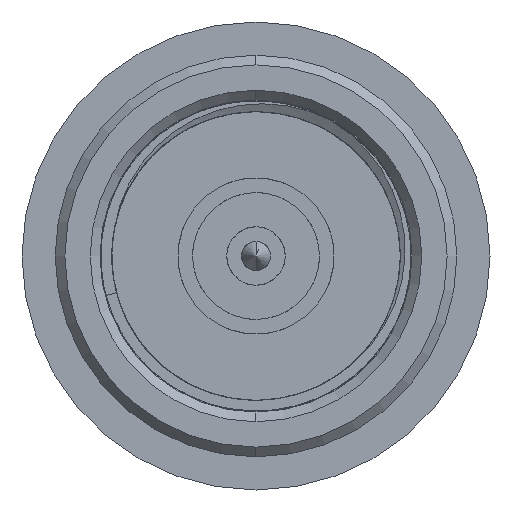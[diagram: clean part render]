
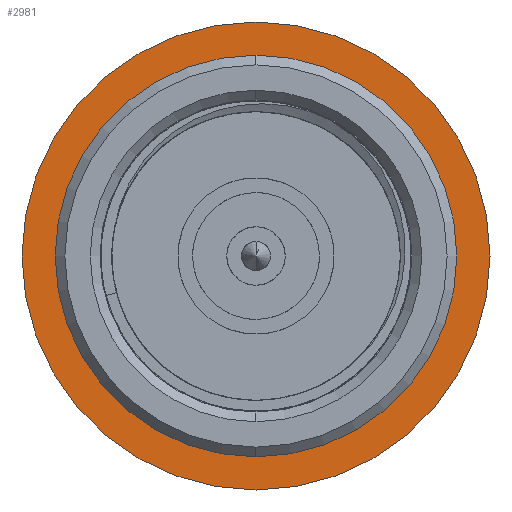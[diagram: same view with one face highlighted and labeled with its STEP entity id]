
A CAD part, front view. The second image highlights one B-rep face of the part: STEP entity #2981.
In plain terms, the highlighted planar face has unit normal (0, -1, 0).
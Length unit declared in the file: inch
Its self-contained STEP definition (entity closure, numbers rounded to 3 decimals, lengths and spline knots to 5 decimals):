
#43 = VERTEX_POINT ( 'NONE', #753 ) ;
#318 = VERTEX_POINT ( 'NONE', #5738 ) ;
#338 = VERTEX_POINT ( 'NONE', #6161 ) ;
#753 = CARTESIAN_POINT ( 'NONE',  ( 0., 0., 0.38386 ) ) ;
#901 = ORIENTED_EDGE ( 'NONE', *, *, #2600, .T. ) ;
#1007 = DIRECTION ( 'NONE',  ( 0., -1., 0. ) ) ;
#1049 = CARTESIAN_POINT ( 'NONE',  ( 0., 0., 0. ) ) ;
#1150 = FACE_BOUND ( 'NONE', #6098, .T. ) ;
#1237 = EDGE_CURVE ( 'NONE', #43, #338, #2284, .T. ) ;
#1316 = CARTESIAN_POINT ( 'NONE',  ( 0., 0., 0. ) ) ;
#1423 = DIRECTION ( 'NONE',  ( 0., 1., 0. ) ) ;
#1567 = CARTESIAN_POINT ( 'NONE',  ( 0., 0., 0. ) ) ;
#1710 = EDGE_LOOP ( 'NONE', ( #5835, #4741 ) ) ;
#1941 = EDGE_CURVE ( 'NONE', #5726, #318, #7494, .T. ) ;
#1943 = AXIS2_PLACEMENT_3D ( 'NONE', #1567, #3402, #5771 ) ;
#2284 = CIRCLE ( 'NONE', #6614, 0.38386 ) ;
#2371 = DIRECTION ( 'NONE',  ( 0., 0., -1. ) ) ;
#2600 = EDGE_CURVE ( 'NONE', #338, #43, #4558, .T. ) ;
#2759 = CIRCLE ( 'NONE', #4860, 0.47244 ) ;
#2980 = ORIENTED_EDGE ( 'NONE', *, *, #1237, .T. ) ;
#2981 = ADVANCED_FACE ( 'NONE', ( #1150, #6931 ), #6364, .T. ) ;
#3402 = DIRECTION ( 'NONE',  ( 0., -1., 0. ) ) ;
#3511 = DIRECTION ( 'NONE',  ( 0., -1., 0. ) ) ;
#3584 = AXIS2_PLACEMENT_3D ( 'NONE', #4019, #3511, #2371 ) ;
#3721 = DIRECTION ( 'NONE',  ( 0., 0., -1. ) ) ;
#3991 = DIRECTION ( 'NONE',  ( 0., 0., -1. ) ) ;
#4019 = CARTESIAN_POINT ( 'NONE',  ( 0., 0., 0. ) ) ;
#4558 = CIRCLE ( 'NONE', #6174, 0.38386 ) ;
#4741 = ORIENTED_EDGE ( 'NONE', *, *, #1941, .T. ) ;
#4860 = AXIS2_PLACEMENT_3D ( 'NONE', #1049, #1007, #7362 ) ;
#5272 = DIRECTION ( 'NONE',  ( 0., 1., 0. ) ) ;
#5726 = VERTEX_POINT ( 'NONE', #6629 ) ;
#5738 = CARTESIAN_POINT ( 'NONE',  ( 0., 0., -0.47244 ) ) ;
#5767 = CARTESIAN_POINT ( 'NONE',  ( 0., 0., 0. ) ) ;
#5771 = DIRECTION ( 'NONE',  ( 0., 0., -1. ) ) ;
#5835 = ORIENTED_EDGE ( 'NONE', *, *, #6847, .T. ) ;
#6098 = EDGE_LOOP ( 'NONE', ( #901, #2980 ) ) ;
#6161 = CARTESIAN_POINT ( 'NONE',  ( 0., 0., -0.38386 ) ) ;
#6174 = AXIS2_PLACEMENT_3D ( 'NONE', #1316, #1423, #3721 ) ;
#6364 = PLANE ( 'NONE',  #3584 ) ;
#6614 = AXIS2_PLACEMENT_3D ( 'NONE', #5767, #5272, #3991 ) ;
#6629 = CARTESIAN_POINT ( 'NONE',  ( 0., 0., 0.47244 ) ) ;
#6847 = EDGE_CURVE ( 'NONE', #318, #5726, #2759, .T. ) ;
#6931 = FACE_OUTER_BOUND ( 'NONE', #1710, .T. ) ;
#7362 = DIRECTION ( 'NONE',  ( 0., 0., -1. ) ) ;
#7494 = CIRCLE ( 'NONE', #1943, 0.47244 ) ;
